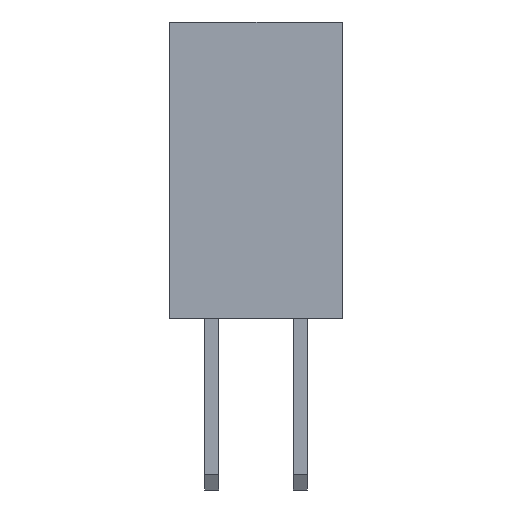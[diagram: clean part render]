
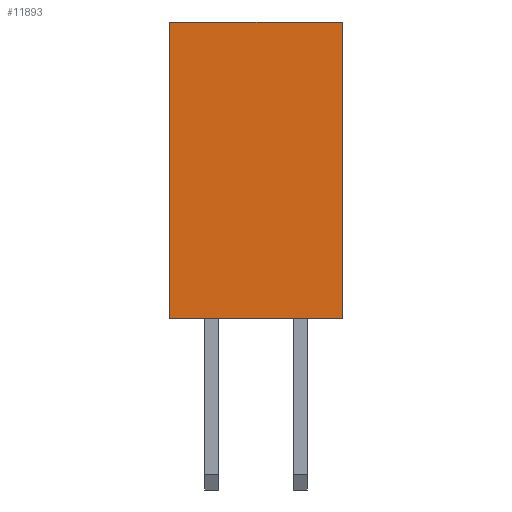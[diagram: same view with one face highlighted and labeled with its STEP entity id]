
A CAD part, left-side view. The second image highlights one B-rep face of the part: STEP entity #11893.
In plain terms, the highlighted planar face has unit normal (-1, 0, 0).
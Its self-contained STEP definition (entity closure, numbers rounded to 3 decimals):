
#639=FACE_OUTER_BOUND($,#1369,.T.);
#1369=EDGE_LOOP($,(#10340,#10341,#10342,#10343));
#1670=LINE($,#15728,#3326);
#1678=LINE($,#15745,#3334);
#2791=LINE($,#17963,#4447);
#2792=LINE($,#17965,#4448);
#3326=VECTOR($,#12769,8.509);
#3334=VECTOR($,#12779,8.509);
#4447=VECTOR($,#14530,4.953);
#4448=VECTOR($,#14533,4.953);
#4980=VERTEX_POINT($,#15725);
#4981=VERTEX_POINT($,#15727);
#4988=VERTEX_POINT($,#15742);
#4989=VERTEX_POINT($,#15744);
#6086=EDGE_CURVE($,#4981,#4980,#1670,.T.);
#6094=EDGE_CURVE($,#4988,#4989,#1678,.T.);
#7207=EDGE_CURVE($,#4980,#4989,#2791,.T.);
#7208=EDGE_CURVE($,#4981,#4988,#2792,.T.);
#10340=ORIENTED_EDGE($,*,*,#7207,.T.);
#10341=ORIENTED_EDGE($,*,*,#6094,.F.);
#10342=ORIENTED_EDGE($,*,*,#7208,.F.);
#10343=ORIENTED_EDGE($,*,*,#6086,.T.);
#11327=PLANE($,#12466);
#11893=ADVANCED_FACE($,(#639),#11327,.F.);
#12466=AXIS2_PLACEMENT_3D($,#18291,#14957,#14958);
#12769=DIRECTION($,(0.,0.,-1.));
#12779=DIRECTION($,(0.,0.,-1.));
#14530=DIRECTION($,(0.,-1.,0.));
#14533=DIRECTION($,(0.,-1.,0.));
#14957=DIRECTION('center_axis',(1.,0.,0.));
#14958=DIRECTION('ref_axis',(0.,1.,0.));
#15725=CARTESIAN_POINT('',(-52.324,2.477,0.));
#15727=CARTESIAN_POINT('',(-52.324,2.477,8.509));
#15728=CARTESIAN_POINT($,(-52.324,2.477,8.509));
#15742=CARTESIAN_POINT('',(-52.324,-2.476,8.509));
#15744=CARTESIAN_POINT('',(-52.324,-2.476,0.));
#15745=CARTESIAN_POINT($,(-52.324,-2.476,8.509));
#17963=CARTESIAN_POINT($,(-52.324,2.477,0.));
#17965=CARTESIAN_POINT($,(-52.324,2.477,8.509));
#18291=CARTESIAN_POINT('Origin',(-52.324,2.477,8.509));
